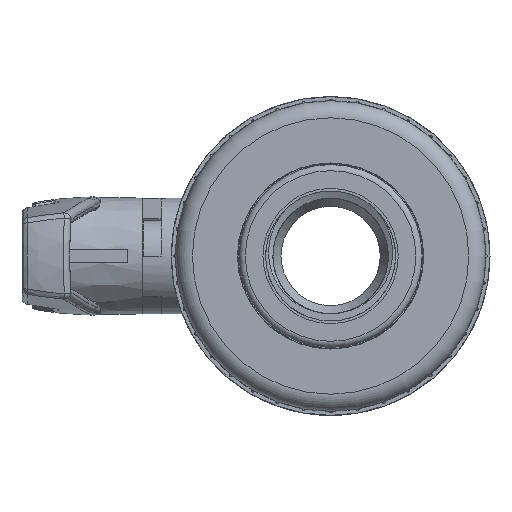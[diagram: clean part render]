
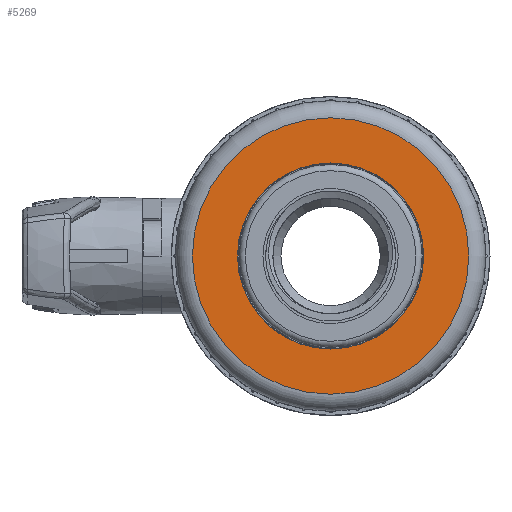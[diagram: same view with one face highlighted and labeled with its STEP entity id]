
A CAD part, left-side view. The second image highlights one B-rep face of the part: STEP entity #5269.
In plain terms, the highlighted planar face has unit normal (-1, 0, 0).
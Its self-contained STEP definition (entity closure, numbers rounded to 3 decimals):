
#5269=ADVANCED_FACE('',(#6949,#6950),#6360,.F.);
#6360=PLANE('',#19943);
#6949=FACE_BOUND('',#7411,.T.);
#6950=FACE_BOUND('',#7412,.T.);
#7411=EDGE_LOOP('',(#9109));
#7412=EDGE_LOOP('',(#9110));
#9109=ORIENTED_EDGE('',*,*,#16443,.T.);
#9110=ORIENTED_EDGE('',*,*,#16444,.T.);
#14502=VERTEX_POINT('',#28144);
#14503=VERTEX_POINT('',#28146);
#16443=EDGE_CURVE('',#14502,#14502,#19060,.T.);
#16444=EDGE_CURVE('',#14503,#14503,#19061,.T.);
#19060=CIRCLE('',#19941,22.277);
#19061=CIRCLE('',#19942,15.);
#19941=AXIS2_PLACEMENT_3D('',#28143,#22061,#22062);
#19942=AXIS2_PLACEMENT_3D('',#28145,#22063,#22064);
#19943=AXIS2_PLACEMENT_3D('',#28147,#22065,#22066);
#22061=DIRECTION('',(-1.,0.,0.));
#22062=DIRECTION('',(0.,1.,0.));
#22063=DIRECTION('',(1.,0.,0.));
#22064=DIRECTION('',(0.,1.,0.));
#22065=DIRECTION('',(1.,0.,0.));
#22066=DIRECTION('',(0.,-1.,0.));
#28143=CARTESIAN_POINT('',(-980.84,-1.25,0.));
#28144=CARTESIAN_POINT('',(-980.84,21.027,0.));
#28145=CARTESIAN_POINT('',(-980.84,-1.25,0.));
#28146=CARTESIAN_POINT('',(-980.84,13.75,0.));
#28147=CARTESIAN_POINT('',(-980.84,23.76,0.));
